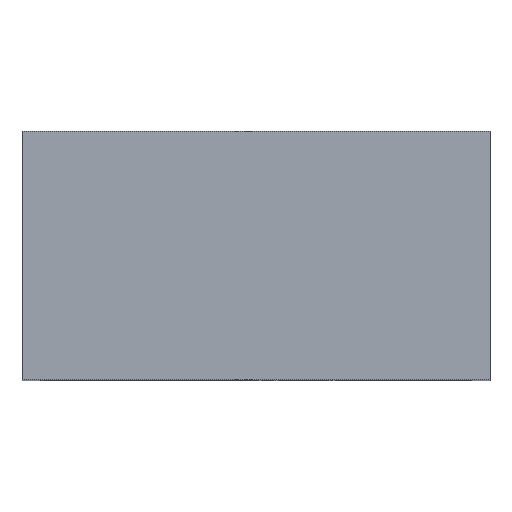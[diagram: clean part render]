
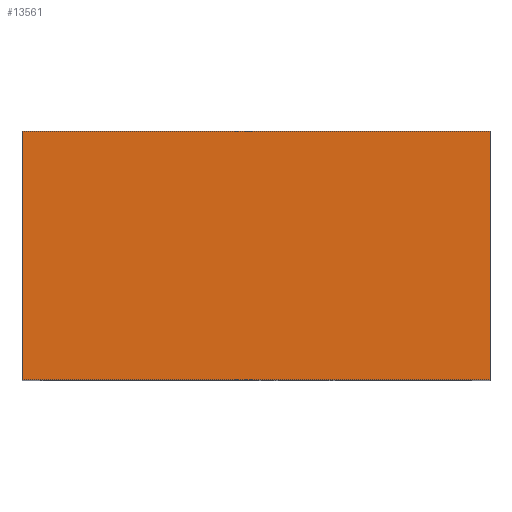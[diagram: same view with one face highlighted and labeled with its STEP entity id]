
A CAD part, top view. The second image highlights one B-rep face of the part: STEP entity #13561.
In plain terms, the highlighted planar face has unit normal (0, 0, 1).
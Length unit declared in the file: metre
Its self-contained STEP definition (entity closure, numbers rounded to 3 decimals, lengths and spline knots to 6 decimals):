
#1189=LINE('',#22268,#2262);
#1193=LINE('',#22276,#2266);
#1196=LINE('',#22282,#2269);
#1197=LINE('',#22283,#2270);
#2262=VECTOR('',#15790,1.);
#2266=VECTOR('',#15798,1.);
#2269=VECTOR('',#15803,1.);
#2270=VECTOR('',#15804,1.);
#2843=PLANE('',#14058);
#4666=ORIENTED_EDGE('',*,*,#6690,.T.);
#4667=ORIENTED_EDGE('',*,*,#6683,.F.);
#4668=ORIENTED_EDGE('',*,*,#6691,.F.);
#4669=ORIENTED_EDGE('',*,*,#6687,.T.);
#6683=EDGE_CURVE('',#7668,#7665,#1189,.T.);
#6687=EDGE_CURVE('',#7671,#7670,#1193,.T.);
#6690=EDGE_CURVE('',#7670,#7665,#1196,.T.);
#6691=EDGE_CURVE('',#7671,#7668,#1197,.T.);
#7665=VERTEX_POINT('',#22262);
#7668=VERTEX_POINT('',#22267);
#7670=VERTEX_POINT('',#22275);
#7671=VERTEX_POINT('',#22277);
#8378=EDGE_LOOP('',(#4666,#4667,#4668,#4669));
#9045=FACE_BOUND('',#8378,.T.);
#13561=ADVANCED_FACE('',(#9045),#2843,.F.);
#14058=AXIS2_PLACEMENT_3D('',#22281,#15801,#15802);
#15790=DIRECTION('',(0.,1.,0.));
#15798=DIRECTION('',(0.,1.,0.));
#15801=DIRECTION('',(0.,0.,-1.));
#15802=DIRECTION('',(-1.,0.,0.));
#15803=DIRECTION('',(-1.,0.,0.));
#15804=DIRECTION('',(-1.,0.,0.));
#22262=CARTESIAN_POINT('',(-0.016,0.0085,0.001673));
#22267=CARTESIAN_POINT('',(-0.016,-0.0085,0.001673));
#22268=CARTESIAN_POINT('',(-0.016,-0.0085,0.001673));
#22275=CARTESIAN_POINT('',(0.016,0.0085,0.001673));
#22276=CARTESIAN_POINT('',(0.016,-0.0085,0.001673));
#22277=CARTESIAN_POINT('',(0.016,-0.0085,0.001673));
#22281=CARTESIAN_POINT('',(0.016,-0.0085,0.001673));
#22282=CARTESIAN_POINT('',(0.016,0.0085,0.001673));
#22283=CARTESIAN_POINT('',(0.016,-0.0085,0.001673));
